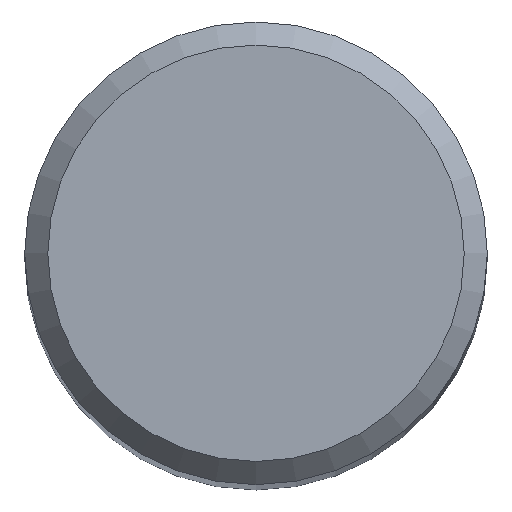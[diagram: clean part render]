
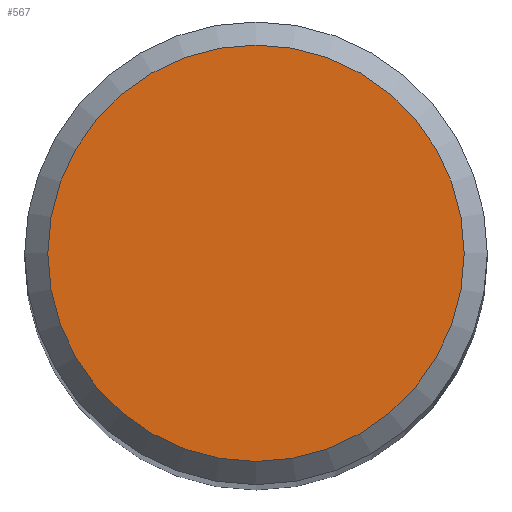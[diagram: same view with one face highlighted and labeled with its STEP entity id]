
A CAD part, top view. The second image highlights one B-rep face of the part: STEP entity #567.
In plain terms, the highlighted planar face has unit normal (0, 0, 1).
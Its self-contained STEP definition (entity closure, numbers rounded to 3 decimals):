
#527 = VERTEX_POINT('', #528);
#528 = CARTESIAN_POINT('', (-2.7, 0., 0.));
#534 = EDGE_CURVE('', #527, #527, #535, .T.);
#535 = CIRCLE('', #536, 2.7);
#536 = AXIS2_PLACEMENT_3D('', #537, #538, #539);
#537 = CARTESIAN_POINT('', (0., 0., 0.));
#538 = DIRECTION('', (0., 0., -1.));
#539 = DIRECTION('', (-1., 0., 0.));
#567 = ADVANCED_FACE('', (#568), #571, .T.);
#568 = FACE_OUTER_BOUND('', #569, .T.);
#569 = EDGE_LOOP('', (#570));
#570 = ORIENTED_EDGE('', *, *, #534, .F.);
#571 = PLANE('', #572);
#572 = AXIS2_PLACEMENT_3D('', #573, #574, #575);
#573 = CARTESIAN_POINT('', (4.2, -4.2, 0.));
#574 = DIRECTION('', (0., 0., 1.));
#575 = DIRECTION('', (0., 1., 0.));
